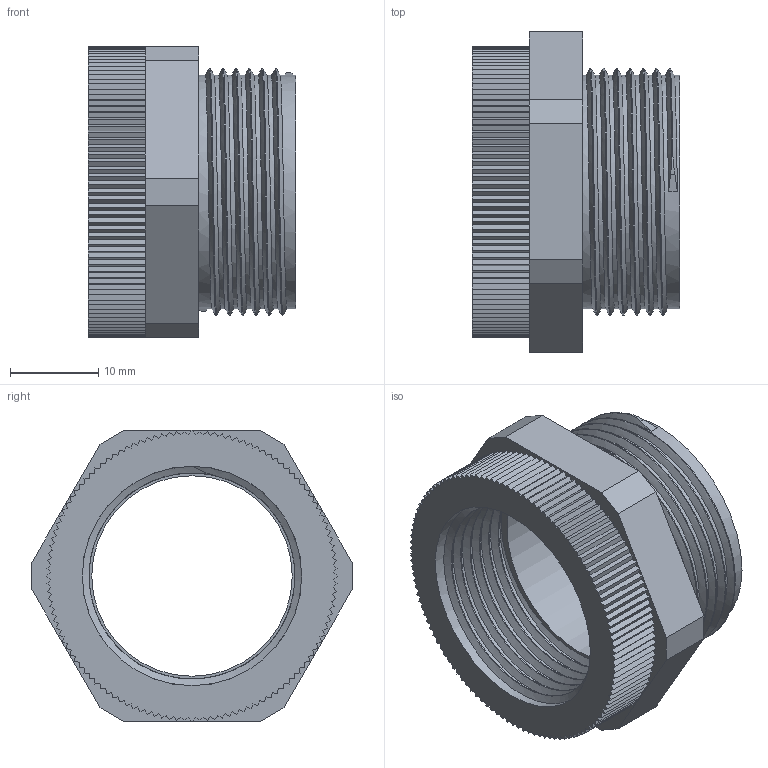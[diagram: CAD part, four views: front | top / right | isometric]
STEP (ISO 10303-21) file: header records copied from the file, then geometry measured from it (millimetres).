
FILE_DESCRIPTION(/* description */ ('Adapter Sechskant PG 21/M25x1,5'),/* implementation_level */ '2;1');
FILE_NAME(/* name */ '11072125-RST.stp',/* time_stamp */ '2020-05-11T08:12:01+02:00',/* author */ ('sl'),/* organization */ (''),/* preprocessor_version */ 'ST-DEVELOPER v16.5',/* originating_system */ 'Autodesk Inventor 2017',/* authorisation */ '');
FILE_SCHEMA (('AUTOMOTIVE_DESIGN { 1 0 10303 214 3 1 1 }'));
Length unit declared in the file: millimetre
Products named in the file (1): 11072125
Bounding box: 23.5 x 36.29 x 33 mm (x, y, z)
Volume: 7156.1 mm3; surface area: 6206.1 mm2
Topology: 1 solids, 1 shells, 285 faces, 838 edges, 558 vertices
Faces by surface type: plane 260, cylinder 21, bspline 4
Full cylindrical faces by diameter (mm): 22.73 x1, 24.872 x6, 26.508 x7
Entity records: 11319 total; most frequent: CARTESIAN_POINT 4117, ORIENTED_EDGE 1588, DIRECTION 1317, EDGE_CURVE 794, LINE 765, VECTOR 765, VERTEX_POINT 530, EDGE_LOOP 280
